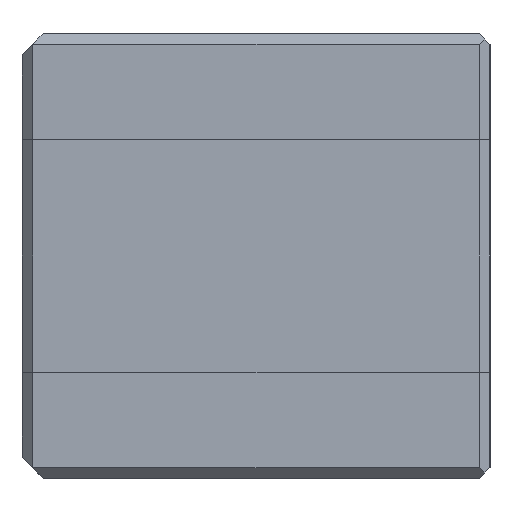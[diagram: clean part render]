
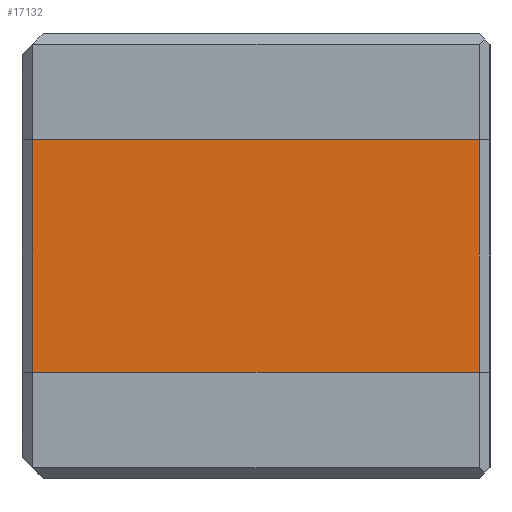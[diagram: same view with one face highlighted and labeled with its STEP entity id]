
A CAD part, left-side view. The second image highlights one B-rep face of the part: STEP entity #17132.
In plain terms, the highlighted planar face has unit normal (-1, 0, 0).
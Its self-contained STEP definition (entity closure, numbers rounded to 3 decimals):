
#2018 = DIRECTION ( 'NONE',  ( 0., 0., 1. ) ) ;
#2942 = FACE_OUTER_BOUND ( 'NONE', #9117, .T. ) ;
#3074 = DIRECTION ( 'NONE',  ( -1., 0., 0. ) ) ;
#3154 = EDGE_CURVE ( 'NONE', #20140, #18144, #20416, .T. ) ;
#3175 = LINE ( 'NONE', #6937, #21014 ) ;
#4212 = VERTEX_POINT ( 'NONE', #22904 ) ;
#5082 = CARTESIAN_POINT ( 'NONE',  ( 0., 0., 0. ) ) ;
#6453 = ORIENTED_EDGE ( 'NONE', *, *, #15626, .T. ) ;
#6933 = CARTESIAN_POINT ( 'NONE',  ( 0., 1.055, -0.55 ) ) ;
#6937 = CARTESIAN_POINT ( 'NONE',  ( 0., 1.055, -0.55 ) ) ;
#7291 = ORIENTED_EDGE ( 'NONE', *, *, #3154, .F. ) ;
#7631 = DIRECTION ( 'NONE',  ( 0., 1., 0. ) ) ;
#8188 = CARTESIAN_POINT ( 'NONE',  ( 0., -1.105, -0.55 ) ) ;
#8534 = CARTESIAN_POINT ( 'NONE',  ( 0., -1.055, 0.55 ) ) ;
#8974 = VECTOR ( 'NONE', #7631, 1000. ) ;
#9062 = AXIS2_PLACEMENT_3D ( 'NONE', #5082, #3074, #9885 ) ;
#9117 = EDGE_LOOP ( 'NONE', ( #7291, #23026, #6453, #15515 ) ) ;
#9885 = DIRECTION ( 'NONE',  ( 0., 0., 1. ) ) ;
#10949 = LINE ( 'NONE', #18120, #22575 ) ;
#11487 = DIRECTION ( 'NONE',  ( 0., 1., 0. ) ) ;
#11868 = DIRECTION ( 'NONE',  ( 0., 0., -1. ) ) ;
#13038 = VERTEX_POINT ( 'NONE', #8534 ) ;
#13383 = CARTESIAN_POINT ( 'NONE',  ( 0., -1.055, -0.55 ) ) ;
#15515 = ORIENTED_EDGE ( 'NONE', *, *, #19634, .T. ) ;
#15626 = EDGE_CURVE ( 'NONE', #13038, #4212, #17951, .T. ) ;
#16421 = CARTESIAN_POINT ( 'NONE',  ( 0., -1.105, 0.55 ) ) ;
#17132 = ADVANCED_FACE ( 'NONE', ( #2942 ), #21150, .T. ) ;
#17951 = LINE ( 'NONE', #16421, #8974 ) ;
#18120 = CARTESIAN_POINT ( 'NONE',  ( 0., -1.055, 0.55 ) ) ;
#18144 = VERTEX_POINT ( 'NONE', #6933 ) ;
#19634 = EDGE_CURVE ( 'NONE', #4212, #18144, #3175, .T. ) ;
#20140 = VERTEX_POINT ( 'NONE', #13383 ) ;
#20416 = LINE ( 'NONE', #8188, #21582 ) ;
#20782 = EDGE_CURVE ( 'NONE', #20140, #13038, #10949, .T. ) ;
#21014 = VECTOR ( 'NONE', #11868, 1000. ) ;
#21150 = PLANE ( 'NONE',  #9062 ) ;
#21582 = VECTOR ( 'NONE', #11487, 1000. ) ;
#22575 = VECTOR ( 'NONE', #2018, 1000. ) ;
#22904 = CARTESIAN_POINT ( 'NONE',  ( 0., 1.055, 0.55 ) ) ;
#23026 = ORIENTED_EDGE ( 'NONE', *, *, #20782, .T. ) ;
